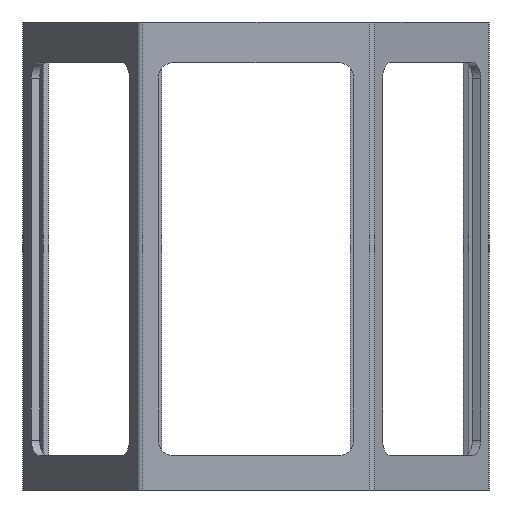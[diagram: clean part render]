
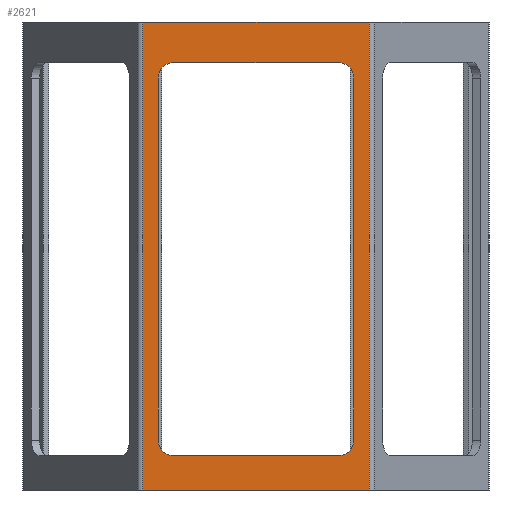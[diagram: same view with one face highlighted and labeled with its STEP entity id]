
A CAD part, front view. The second image highlights one B-rep face of the part: STEP entity #2621.
In plain terms, the highlighted planar face has unit normal (0, -1, 0).
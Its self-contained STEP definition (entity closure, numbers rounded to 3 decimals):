
#64=FACE_BOUND('',#438,.T.);
#113=CIRCLE('',#2762,5.);
#115=CIRCLE('',#2766,5.);
#117=CIRCLE('',#2770,5.);
#119=CIRCLE('',#2774,5.);
#291=FACE_OUTER_BOUND('',#437,.T.);
#437=EDGE_LOOP('',(#2180,#2181,#2182,#2183));
#438=EDGE_LOOP('',(#2184,#2185,#2186,#2187,#2188,#2189,#2190,#2191));
#555=LINE('',#3885,#848);
#560=LINE('',#3899,#853);
#564=LINE('',#3911,#857);
#568=LINE('',#3923,#861);
#745=LINE('',#4292,#1038);
#746=LINE('',#4295,#1039);
#747=LINE('',#4297,#1040);
#748=LINE('',#4298,#1041);
#848=VECTOR('',#3147,10.);
#853=VECTOR('',#3160,10.);
#857=VECTOR('',#3172,10.);
#861=VECTOR('',#3184,10.);
#1038=VECTOR('',#3499,10.);
#1039=VECTOR('',#3502,10.);
#1040=VECTOR('',#3503,10.);
#1041=VECTOR('',#3504,10.);
#1141=VERTEX_POINT('',#3883);
#1142=VERTEX_POINT('',#3884);
#1145=VERTEX_POINT('',#3892);
#1147=VERTEX_POINT('',#3898);
#1149=VERTEX_POINT('',#3904);
#1151=VERTEX_POINT('',#3910);
#1153=VERTEX_POINT('',#3916);
#1155=VERTEX_POINT('',#3922);
#1277=VERTEX_POINT('',#4288);
#1278=VERTEX_POINT('',#4290);
#1279=VERTEX_POINT('',#4294);
#1280=VERTEX_POINT('',#4296);
#1427=EDGE_CURVE('',#1141,#1142,#555,.T.);
#1431=EDGE_CURVE('',#1145,#1141,#113,.T.);
#1434=EDGE_CURVE('',#1147,#1145,#560,.T.);
#1437=EDGE_CURVE('',#1149,#1147,#115,.T.);
#1440=EDGE_CURVE('',#1151,#1149,#564,.T.);
#1443=EDGE_CURVE('',#1153,#1151,#117,.T.);
#1446=EDGE_CURVE('',#1155,#1153,#568,.T.);
#1449=EDGE_CURVE('',#1142,#1155,#119,.T.);
#1631=EDGE_CURVE('',#1277,#1278,#745,.T.);
#1632=EDGE_CURVE('',#1279,#1277,#746,.T.);
#1633=EDGE_CURVE('',#1280,#1278,#747,.T.);
#1634=EDGE_CURVE('',#1279,#1280,#748,.T.);
#2180=ORIENTED_EDGE('',*,*,#1632,.T.);
#2181=ORIENTED_EDGE('',*,*,#1631,.T.);
#2182=ORIENTED_EDGE('',*,*,#1633,.F.);
#2183=ORIENTED_EDGE('',*,*,#1634,.F.);
#2184=ORIENTED_EDGE('',*,*,#1427,.T.);
#2185=ORIENTED_EDGE('',*,*,#1449,.T.);
#2186=ORIENTED_EDGE('',*,*,#1446,.T.);
#2187=ORIENTED_EDGE('',*,*,#1443,.T.);
#2188=ORIENTED_EDGE('',*,*,#1440,.T.);
#2189=ORIENTED_EDGE('',*,*,#1437,.T.);
#2190=ORIENTED_EDGE('',*,*,#1434,.T.);
#2191=ORIENTED_EDGE('',*,*,#1431,.T.);
#2495=PLANE('',#2842);
#2621=ADVANCED_FACE('',(#291,#64),#2495,.T.);
#2762=AXIS2_PLACEMENT_3D('',#3893,#3153,#3154);
#2766=AXIS2_PLACEMENT_3D('',#3905,#3165,#3166);
#2770=AXIS2_PLACEMENT_3D('',#3917,#3177,#3178);
#2774=AXIS2_PLACEMENT_3D('',#3928,#3189,#3190);
#2842=AXIS2_PLACEMENT_3D('',#4293,#3500,#3501);
#3147=DIRECTION('',(0.,0.,1.));
#3153=DIRECTION('center_axis',(0.,1.,0.));
#3154=DIRECTION('ref_axis',(-1.,0.,0.));
#3160=DIRECTION('',(-1.,0.,0.));
#3165=DIRECTION('center_axis',(0.,1.,0.));
#3166=DIRECTION('ref_axis',(0.,0.,-1.));
#3172=DIRECTION('',(0.,0.,-1.));
#3177=DIRECTION('center_axis',(0.,1.,0.));
#3178=DIRECTION('ref_axis',(1.,0.,0.));
#3184=DIRECTION('',(1.,0.,0.));
#3189=DIRECTION('center_axis',(0.,1.,0.));
#3190=DIRECTION('ref_axis',(0.,0.,1.));
#3499=DIRECTION('',(0.,0.,1.));
#3500=DIRECTION('center_axis',(0.,-1.,0.));
#3501=DIRECTION('ref_axis',(1.,0.,0.));
#3502=DIRECTION('',(1.,0.,0.));
#3503=DIRECTION('',(1.,0.,0.));
#3504=DIRECTION('',(0.,0.,1.));
#3883=CARTESIAN_POINT('',(-31.373,-65.,17.));
#3884=CARTESIAN_POINT('',(-31.373,-65.,133.));
#3885=CARTESIAN_POINT('',(-31.373,-65.,9.));
#3892=CARTESIAN_POINT('',(-26.373,-65.,12.));
#3893=CARTESIAN_POINT('Origin',(-26.373,-65.,17.));
#3898=CARTESIAN_POINT('',(26.373,-65.,12.));
#3899=CARTESIAN_POINT('',(-5.,-65.,12.));
#3904=CARTESIAN_POINT('',(31.373,-65.,17.));
#3905=CARTESIAN_POINT('Origin',(26.373,-65.,17.));
#3910=CARTESIAN_POINT('',(31.373,-65.,133.));
#3911=CARTESIAN_POINT('',(31.373,-65.,67.));
#3916=CARTESIAN_POINT('',(26.373,-65.,138.));
#3917=CARTESIAN_POINT('Origin',(26.373,-65.,133.));
#3922=CARTESIAN_POINT('',(-26.373,-65.,138.));
#3923=CARTESIAN_POINT('',(-31.373,-65.,138.));
#3928=CARTESIAN_POINT('Origin',(-26.373,-65.,133.));
#4288=CARTESIAN_POINT('',(36.373,-65.,1.));
#4290=CARTESIAN_POINT('',(36.373,-65.,151.));
#4292=CARTESIAN_POINT('',(36.373,-65.,1.));
#4293=CARTESIAN_POINT('Origin',(-36.373,-65.,1.));
#4294=CARTESIAN_POINT('',(-36.373,-65.,1.));
#4295=CARTESIAN_POINT('',(-36.373,-65.,1.));
#4296=CARTESIAN_POINT('',(-36.373,-65.,151.));
#4297=CARTESIAN_POINT('',(-36.373,-65.,151.));
#4298=CARTESIAN_POINT('',(-36.373,-65.,1.));
